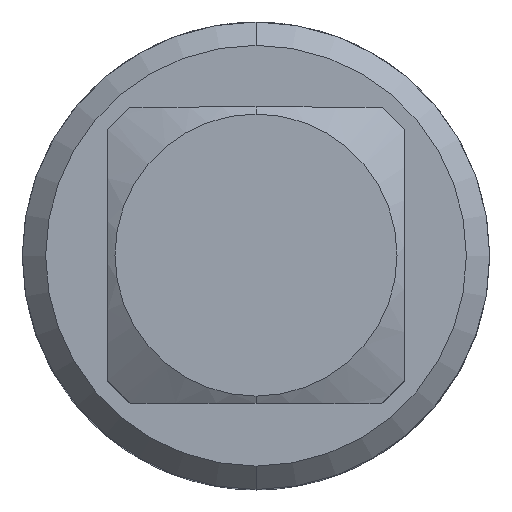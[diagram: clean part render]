
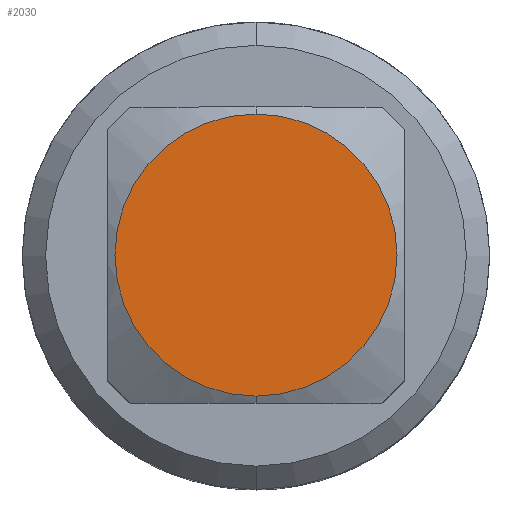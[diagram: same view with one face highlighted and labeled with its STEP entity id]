
A CAD part, top view. The second image highlights one B-rep face of the part: STEP entity #2030.
In plain terms, the highlighted planar face has unit normal (0, 0, 1).
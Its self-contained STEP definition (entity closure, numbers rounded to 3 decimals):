
#1030=CARTESIAN_POINT('',(0.,0.,44.));
#1031=DIRECTION('',(0.,0.,-1.));
#1032=DIRECTION('',(0.,1.,0.));
#1033=AXIS2_PLACEMENT_3D('',#1030,#1031,#1032);
#1038=CARTESIAN_POINT('',(0.,0.,44.));
#1039=DIRECTION('',(0.,0.,-1.));
#1040=DIRECTION('',(0.,-1.,0.));
#1041=AXIS2_PLACEMENT_3D('',#1038,#1039,#1040);
#1348=CARTESIAN_POINT('',(0.,9.05,44.));
#1349=CARTESIAN_POINT('',(0.,-9.05,44.));
#1350=VERTEX_POINT('',#1348);
#1351=VERTEX_POINT('',#1349);
#2020=CARTESIAN_POINT('',(0.,0.,44.));
#2021=DIRECTION('',(0.,0.,1.));
#2022=DIRECTION('',(0.,1.,0.));
#2023=AXIS2_PLACEMENT_3D('',#2020,#2021,#2022);
#2024=PLANE('',#2023);
#2025=ORIENTED_EDGE('',*,*,#2002,.T.);
#2027=ORIENTED_EDGE('',*,*,#2026,.T.);
#2028=EDGE_LOOP('',(#2025,#2027));
#2029=FACE_OUTER_BOUND('',#2028,.F.);
#2030=ADVANCED_FACE('',(#2029),#2024,.T.);
#1034=CIRCLE('',#1033,9.05);
#1042=CIRCLE('',#1041,9.05);
#2002=EDGE_CURVE('',#1350,#1351,#1034,.T.);
#2026=EDGE_CURVE('',#1351,#1350,#1042,.T.);
